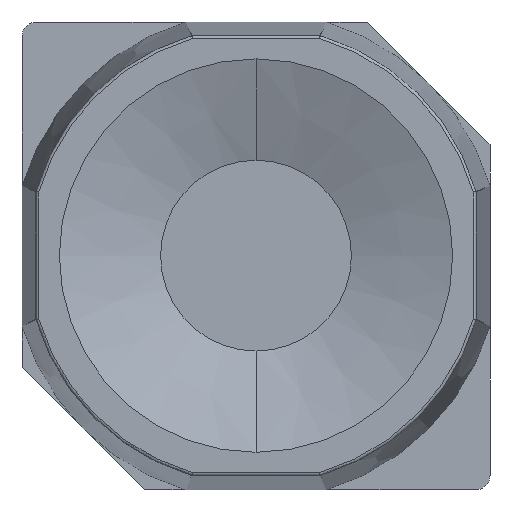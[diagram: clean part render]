
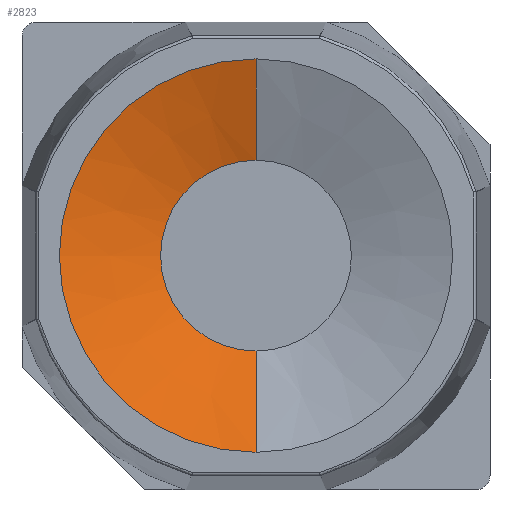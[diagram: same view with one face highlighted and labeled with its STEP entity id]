
A CAD part, top view. The second image highlights one B-rep face of the part: STEP entity #2823.
In plain terms, the highlighted conical face has half-angle 70.407 degrees and reference radius 6.182 mm.
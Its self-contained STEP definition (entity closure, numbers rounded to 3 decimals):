
#43 = CARTESIAN_POINT ( 'NONE',  ( 0., 0., 9.478 ) ) ;
#141 = CARTESIAN_POINT ( 'NONE',  ( 0., -6.182, 9.285 ) ) ;
#258 = CARTESIAN_POINT ( 'NONE',  ( 0., 6.725, 9.478 ) ) ;
#300 = VERTEX_POINT ( 'NONE', #3221 ) ;
#354 = DIRECTION ( 'NONE',  ( 0., -0.942, 0.335 ) ) ;
#357 = CARTESIAN_POINT ( 'NONE',  ( 0., 0., 9.285 ) ) ;
#461 = EDGE_CURVE ( 'NONE', #1049, #2973, #2086, .T. ) ;
#516 = EDGE_LOOP ( 'NONE', ( #2773, #1896, #1363, #1709 ) ) ;
#584 = CARTESIAN_POINT ( 'NONE',  ( 0., -3.261, 8.245 ) ) ;
#638 = EDGE_CURVE ( 'NONE', #2973, #2613, #1690, .T. ) ;
#698 = AXIS2_PLACEMENT_3D ( 'NONE', #2864, #2322, #1601 ) ;
#744 = VECTOR ( 'NONE', #3210, 1000. ) ;
#792 = DIRECTION ( 'NONE',  ( 0., 1., 0. ) ) ;
#844 = DIRECTION ( 'NONE',  ( 0., 0., 1. ) ) ;
#918 = LINE ( 'NONE', #2731, #744 ) ;
#1049 = VERTEX_POINT ( 'NONE', #584 ) ;
#1073 = FACE_OUTER_BOUND ( 'NONE', #516, .T. ) ;
#1214 = AXIS2_PLACEMENT_3D ( 'NONE', #357, #844, #2811 ) ;
#1363 = ORIENTED_EDGE ( 'NONE', *, *, #638, .F. ) ;
#1450 = VECTOR ( 'NONE', #354, 1000. ) ;
#1601 = DIRECTION ( 'NONE',  ( 1., 0., 0. ) ) ;
#1690 = CIRCLE ( 'NONE', #2584, 6.725 ) ;
#1709 = ORIENTED_EDGE ( 'NONE', *, *, #461, .F. ) ;
#1802 = CONICAL_SURFACE ( 'NONE', #1214, 6.182, 1.229 ) ;
#1877 = EDGE_CURVE ( 'NONE', #300, #2613, #918, .T. ) ;
#1896 = ORIENTED_EDGE ( 'NONE', *, *, #1877, .T. ) ;
#2086 = LINE ( 'NONE', #141, #1450 ) ;
#2134 = EDGE_CURVE ( 'NONE', #300, #1049, #2220, .T. ) ;
#2181 = CARTESIAN_POINT ( 'NONE',  ( 0., -6.725, 9.478 ) ) ;
#2220 = CIRCLE ( 'NONE', #698, 3.261 ) ;
#2322 = DIRECTION ( 'NONE',  ( 0., 0., 1. ) ) ;
#2584 = AXIS2_PLACEMENT_3D ( 'NONE', #43, #3049, #792 ) ;
#2613 = VERTEX_POINT ( 'NONE', #258 ) ;
#2731 = CARTESIAN_POINT ( 'NONE',  ( 0., 6.182, 9.285 ) ) ;
#2773 = ORIENTED_EDGE ( 'NONE', *, *, #2134, .F. ) ;
#2811 = DIRECTION ( 'NONE',  ( 0., -1., 0. ) ) ;
#2823 = ADVANCED_FACE ( 'NONE', ( #1073 ), #1802, .F. ) ;
#2864 = CARTESIAN_POINT ( 'NONE',  ( 0., 0., 8.245 ) ) ;
#2973 = VERTEX_POINT ( 'NONE', #2181 ) ;
#3049 = DIRECTION ( 'NONE',  ( 0., 0., -1. ) ) ;
#3210 = DIRECTION ( 'NONE',  ( 0., 0.942, 0.335 ) ) ;
#3221 = CARTESIAN_POINT ( 'NONE',  ( 0., 3.261, 8.245 ) ) ;
